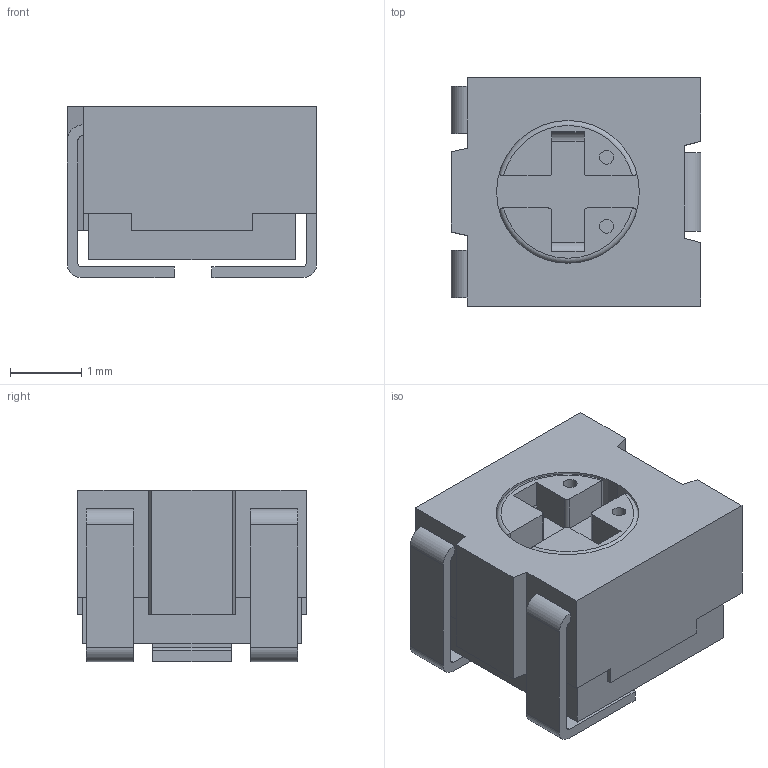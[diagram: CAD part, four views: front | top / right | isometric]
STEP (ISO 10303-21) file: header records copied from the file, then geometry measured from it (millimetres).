
FILE_DESCRIPTION(('FreeCAD Model'),'2;1');
FILE_NAME('Open CASCADE Shape Model','2022-11-25T21:39:24',('Author'),( ''),'Open CASCADE STEP processor 7.5','FreeCAD','Unknown');
FILE_SCHEMA(('AUTOMOTIVE_DESIGN { 1 0 10303 214 1 1 1 1 }'));
Length unit declared in the file: millimetre
Products named in the file (1): Compound
Bounding box: 3.5 x 3.2 x 2.4 mm (x, y, z)
Volume: 22 mm3; surface area: 106.5 mm2
Topology: 6 solids, 6 shells, 113 faces, 292 edges, 194 vertices
Faces by surface type: plane 79, cylinder 32, torus 2
Entity records: 8022 total; most frequent: CARTESIAN_POINT 1900, DIRECTION 1101, LINE 720, VECTOR 720, ORIENTED_EDGE 584, PCURVE 584, DEFINITIONAL_REPRESENTATION 584, EDGE_CURVE 292
